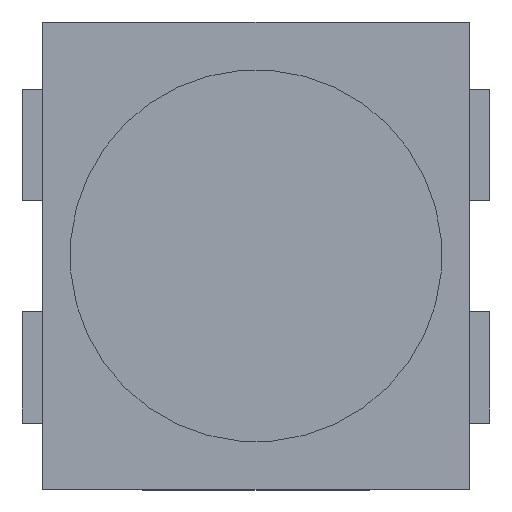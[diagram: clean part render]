
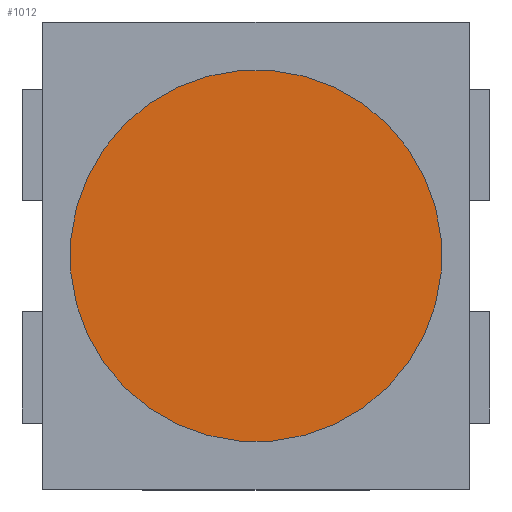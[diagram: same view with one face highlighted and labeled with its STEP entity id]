
A CAD part, top view. The second image highlights one B-rep face of the part: STEP entity #1012.
In plain terms, the highlighted planar face has unit normal (0, 0, 1).
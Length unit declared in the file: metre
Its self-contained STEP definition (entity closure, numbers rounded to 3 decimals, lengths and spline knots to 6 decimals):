
#23=PLANE('',#1148);
#75=CIRCLE('',#1143,0.000835);
#76=CIRCLE('',#1144,0.000835);
#77=CIRCLE('',#1145,0.000835);
#78=CIRCLE('',#1146,0.000835);
#363=ORIENTED_EDGE('',*,*,#633,.F.);
#364=ORIENTED_EDGE('',*,*,#637,.F.);
#365=ORIENTED_EDGE('',*,*,#640,.F.);
#366=ORIENTED_EDGE('',*,*,#642,.F.);
#633=EDGE_CURVE('',#777,#778,#75,.F.);
#637=EDGE_CURVE('',#780,#777,#76,.F.);
#640=EDGE_CURVE('',#782,#780,#77,.F.);
#642=EDGE_CURVE('',#778,#782,#78,.F.);
#777=VERTEX_POINT('',#1529);
#778=VERTEX_POINT('',#1531);
#780=VERTEX_POINT('',#1577);
#782=VERTEX_POINT('',#1623);
#880=EDGE_LOOP('',(#363,#364,#365,#366));
#942=FACE_BOUND('',#880,.T.);
#1012=ADVANCED_FACE('',(#942),#23,.T.);
#1143=AXIS2_PLACEMENT_3D('',#1530,#1216,#1217);
#1144=AXIS2_PLACEMENT_3D('',#1578,#1220,#1221);
#1145=AXIS2_PLACEMENT_3D('',#1624,#1223,#1224);
#1146=AXIS2_PLACEMENT_3D('',#1667,#1225,#1226);
#1148=AXIS2_PLACEMENT_3D('',#1669,#1229,#1230);
#1216=DIRECTION('',(0.,0.,1.));
#1217=DIRECTION('',(1.,0.,0.));
#1220=DIRECTION('',(0.,0.,1.));
#1221=DIRECTION('',(1.,0.,0.));
#1223=DIRECTION('',(0.,0.,1.));
#1224=DIRECTION('',(1.,0.,0.));
#1225=DIRECTION('',(0.,0.,1.));
#1226=DIRECTION('',(1.,0.,0.));
#1229=DIRECTION('',(0.,0.,1.));
#1230=DIRECTION('',(1.,0.,0.));
#1529=CARTESIAN_POINT('',(-0.00059,0.00059,0.001));
#1530=CARTESIAN_POINT('',(0.,0.,0.001));
#1531=CARTESIAN_POINT('',(0.00059,0.00059,0.001));
#1577=CARTESIAN_POINT('',(-0.00059,-0.00059,0.001));
#1578=CARTESIAN_POINT('',(0.,0.,0.001));
#1623=CARTESIAN_POINT('',(0.00059,-0.00059,0.001));
#1624=CARTESIAN_POINT('',(0.,0.,0.001));
#1667=CARTESIAN_POINT('',(0.,0.,0.001));
#1669=CARTESIAN_POINT('',(0.,0.,0.001));
